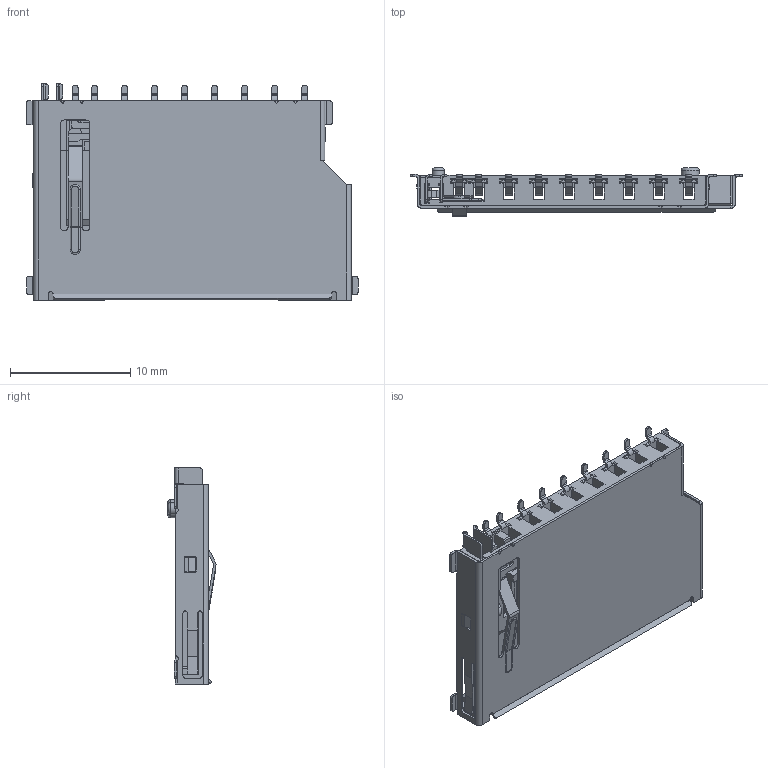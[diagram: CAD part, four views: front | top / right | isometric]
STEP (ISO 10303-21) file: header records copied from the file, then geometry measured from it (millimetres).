
FILE_DESCRIPTION(/* description */ ('Unknown'),/* implementation_level */ '2;1');
FILE_NAME(/* name */ '693063020911',/* time_stamp */ '2020-07-09T17:45:21+02:00',/* author */ ('Unknown'),/* organization */ ('Unknown'),/* preprocessor_version */ 'ST-DEVELOPER v16.7',/* originating_system */ 'DEX',/* authorisation */ $);
FILE_SCHEMA (('AUTOMOTIVE_DESIGN {1 0 10303 214 3 1 1}'));
Length unit declared in the file: millimetre
Products named in the file (9): 693063020911; 693063020911_Housing; 693063020911_PIN_CONTACT; 693063020911_PIN_G; 693063020911_PIN_M; 693063020911_PIN_P; 693063020911_PIN_TG; 693063020911_PIN_RETENTION; 693063020911_Shielding
Assembly tree (13 placements, depth 2):
  693063020911
    693063020911_Housing
    693063020911_PIN_CONTACT
    693063020911_PIN_G  x2
    693063020911_PIN_M
    693063020911_PIN_P  x5
    693063020911_PIN_TG
    693063020911_PIN_RETENTION
    693063020911_Shielding
Bounding box: 27.65 x 4 x 18 mm (x, y, z)
Volume: 449.6 mm3; surface area: 2618.5 mm2
Topology: 13 solids, 13 shells, 1025 faces, 2902 edges, 1889 vertices
Faces by surface type: plane 733, cylinder 259, bspline 21, torus 10, cone 2
Full cylindrical faces by diameter (mm): 1 x1, 1.5 x1
Entity records: 28409 total; most frequent: CARTESIAN_POINT 5069, ORIENTED_EDGE 4692, DIRECTION 4355, EDGE_CURVE 2346, LINE 1937, VECTOR 1937, VERTEX_POINT 1527, AXIS2_PLACEMENT_3D 1209
